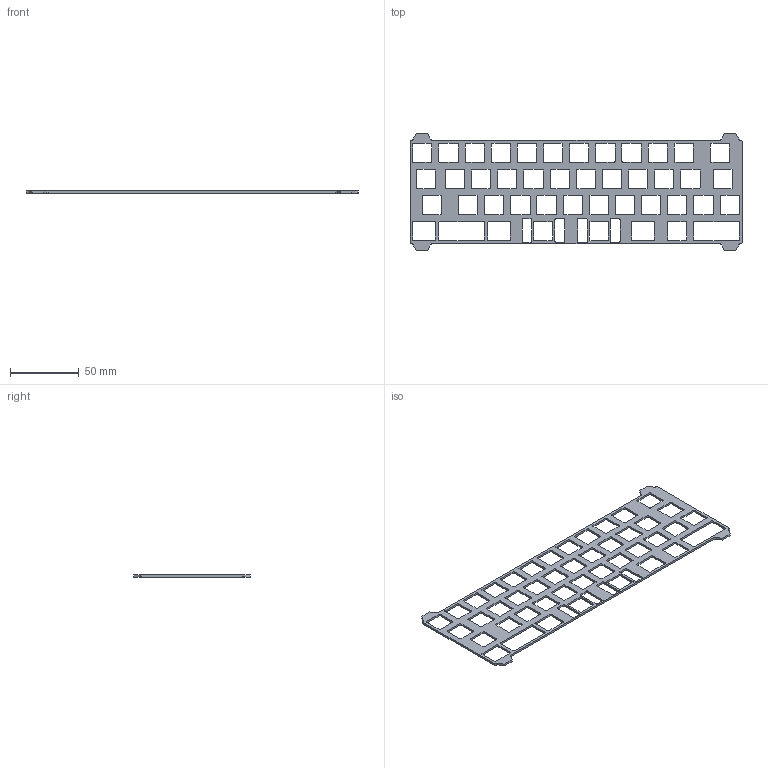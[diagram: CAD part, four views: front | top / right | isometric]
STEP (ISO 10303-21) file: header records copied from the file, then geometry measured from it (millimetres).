
FILE_DESCRIPTION(/* description */ (''),/* implementation_level */ '2;1');
FILE_NAME(/* name */ 'Plate with Split Spacebar.step',/* time_stamp */ '2021-06-21T16:25:11-05:00',/* author */ (''),/* organization */ (''),/* preprocessor_version */ 'ST-DEVELOPER v18.1',/* originating_system */ 'Autodesk Translation Framework v10.9.0.1377',/* authorisation */ '');
FILE_SCHEMA (('AUTOMOTIVE_DESIGN { 1 0 10303 214 3 1 1 }'));
Length unit declared in the file: millimetre
Products named in the file (1): Campsite - Split Spacebar Plate (1mm offset)
Bounding box: 241.84 x 85.15 x 1.5 mm (x, y, z)
Volume: 13007.5 mm3; surface area: 22383 mm2
Topology: 1 solids, 1 shells, 418 faces, 1248 edges, 832 vertices
Faces by surface type: plane 214, cylinder 204
Entity records: 14392 total; most frequent: CARTESIAN_POINT 2499, ORIENTED_EDGE 2496, DIRECTION 2494, EDGE_CURVE 1248, LINE 840, VECTOR 840, VERTEX_POINT 832, AXIS2_PLACEMENT_3D 827
